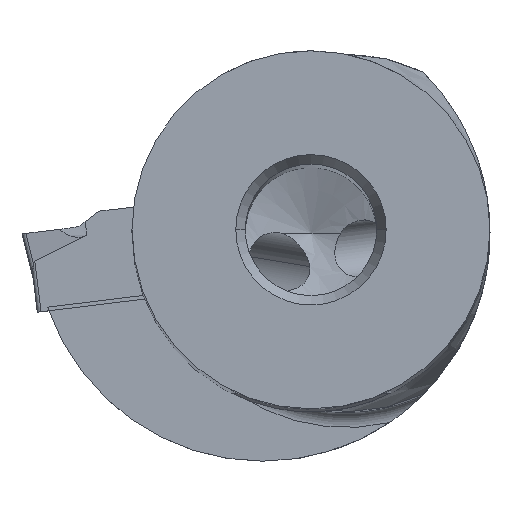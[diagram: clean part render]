
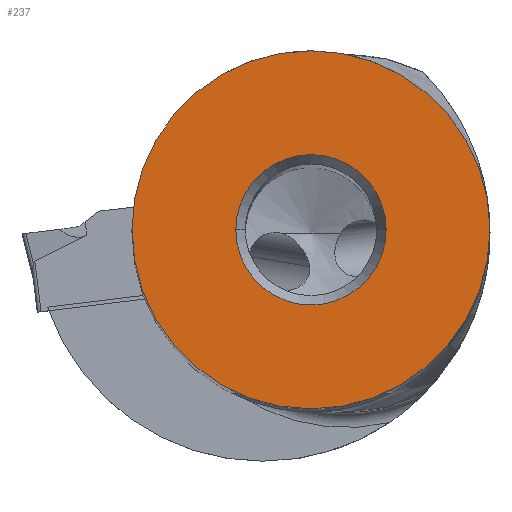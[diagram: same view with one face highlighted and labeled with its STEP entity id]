
A CAD part, top view. The second image highlights one B-rep face of the part: STEP entity #237.
In plain terms, the highlighted planar face has unit normal (0, 0, 1).
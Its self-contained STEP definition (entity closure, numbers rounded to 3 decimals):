
#64=FACE_BOUND('',#554,.T.);
#65=FACE_BOUND('',#555,.T.);
#237=ADVANCED_FACE('',(#64,#65),#335,.T.);
#335=PLANE('',#2966);
#554=EDGE_LOOP('',(#1058,#1059));
#555=EDGE_LOOP('',(#1060,#1061));
#1058=ORIENTED_EDGE('',*,*,#1903,.F.);
#1059=ORIENTED_EDGE('',*,*,#1908,.F.);
#1060=ORIENTED_EDGE('',*,*,#1909,.F.);
#1061=ORIENTED_EDGE('',*,*,#1910,.F.);
#1572=VERTEX_POINT('',#5224);
#1573=VERTEX_POINT('',#5226);
#1578=VERTEX_POINT('',#5239);
#1579=VERTEX_POINT('',#5240);
#1903=EDGE_CURVE('',#1573,#1572,#2247,.T.);
#1908=EDGE_CURVE('',#1572,#1573,#2248,.T.);
#1909=EDGE_CURVE('',#1578,#1579,#2249,.T.);
#1910=EDGE_CURVE('',#1579,#1578,#2250,.T.);
#2247=CIRCLE('',#2959,9.525);
#2248=CIRCLE('',#2963,9.525);
#2249=CIRCLE('',#2964,4.);
#2250=CIRCLE('',#2965,4.);
#2959=AXIS2_PLACEMENT_3D('',#5227,#3457,#3458);
#2963=AXIS2_PLACEMENT_3D('',#5237,#3467,#3468);
#2964=AXIS2_PLACEMENT_3D('',#5238,#3469,#3470);
#2965=AXIS2_PLACEMENT_3D('',#5241,#3471,#3472);
#2966=AXIS2_PLACEMENT_3D('',#5242,#3473,#3474);
#3457=DIRECTION('',(0.,0.,-1.));
#3458=DIRECTION('',(-1.,0.,0.));
#3467=DIRECTION('',(0.,0.,-1.));
#3468=DIRECTION('',(1.,0.,0.));
#3469=DIRECTION('',(0.,0.,1.));
#3470=DIRECTION('',(-1.,0.,0.));
#3471=DIRECTION('',(0.,0.,1.));
#3472=DIRECTION('',(1.,0.,0.));
#3473=DIRECTION('',(0.,0.,1.));
#3474=DIRECTION('',(-1.,0.,0.));
#5224=CARTESIAN_POINT('',(9.525,0.,0.));
#5226=CARTESIAN_POINT('',(-9.525,0.,0.));
#5227=CARTESIAN_POINT('',(0.,0.,0.));
#5237=CARTESIAN_POINT('',(0.,0.,0.));
#5238=CARTESIAN_POINT('',(0.,0.,0.));
#5239=CARTESIAN_POINT('',(-4.,0.,0.));
#5240=CARTESIAN_POINT('',(4.,0.,0.));
#5241=CARTESIAN_POINT('',(0.,0.,0.));
#5242=CARTESIAN_POINT('',(0.,0.,0.));
